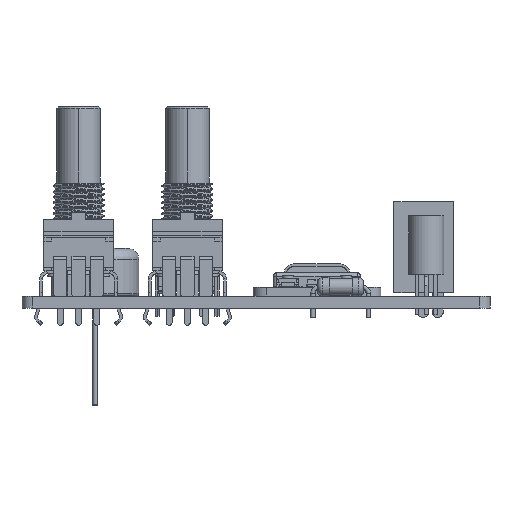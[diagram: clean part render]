
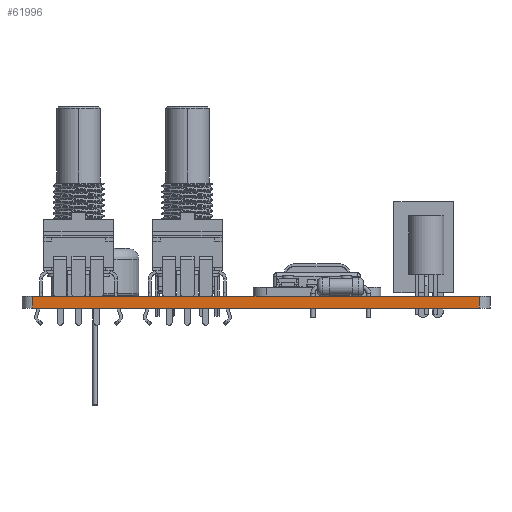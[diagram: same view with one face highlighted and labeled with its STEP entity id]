
A CAD part, front view. The second image highlights one B-rep face of the part: STEP entity #61996.
In plain terms, the highlighted planar face has unit normal (0, -1, 0).
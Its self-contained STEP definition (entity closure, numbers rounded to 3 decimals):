
#60659 = VERTEX_POINT('',#60660);
#60660 = CARTESIAN_POINT('',(193.63,-149.77,0.));
#60667 = EDGE_CURVE('',#60668,#60659,#60670,.T.);
#60668 = VERTEX_POINT('',#60669);
#60669 = CARTESIAN_POINT('',(254.84,-149.77,0.));
#60670 = LINE('',#60671,#60672);
#60671 = CARTESIAN_POINT('',(254.84,-149.77,0.));
#60672 = VECTOR('',#60673,1.);
#60673 = DIRECTION('',(-1.,0.,0.));
#61314 = VERTEX_POINT('',#61315);
#61315 = CARTESIAN_POINT('',(193.63,-149.77,1.6));
#61322 = EDGE_CURVE('',#61323,#61314,#61325,.T.);
#61323 = VERTEX_POINT('',#61324);
#61324 = CARTESIAN_POINT('',(254.84,-149.77,1.6));
#61325 = LINE('',#61326,#61327);
#61326 = CARTESIAN_POINT('',(254.84,-149.77,1.6));
#61327 = VECTOR('',#61328,1.);
#61328 = DIRECTION('',(-1.,0.,0.));
#61968 = EDGE_CURVE('',#60668,#61323,#61969,.T.);
#61969 = LINE('',#61970,#61971);
#61970 = CARTESIAN_POINT('',(254.84,-149.77,0.));
#61971 = VECTOR('',#61972,1.);
#61972 = DIRECTION('',(0.,0.,1.));
#61996 = ADVANCED_FACE('',(#61997),#62008,.T.);
#61997 = FACE_BOUND('',#61998,.T.);
#61998 = EDGE_LOOP('',(#61999,#62000,#62001,#62007));
#61999 = ORIENTED_EDGE('',*,*,#61968,.T.);
#62000 = ORIENTED_EDGE('',*,*,#61322,.T.);
#62001 = ORIENTED_EDGE('',*,*,#62002,.F.);
#62002 = EDGE_CURVE('',#60659,#61314,#62003,.T.);
#62003 = LINE('',#62004,#62005);
#62004 = CARTESIAN_POINT('',(193.63,-149.77,0.));
#62005 = VECTOR('',#62006,1.);
#62006 = DIRECTION('',(0.,0.,1.));
#62007 = ORIENTED_EDGE('',*,*,#60667,.F.);
#62008 = PLANE('',#62009);
#62009 = AXIS2_PLACEMENT_3D('',#62010,#62011,#62012);
#62010 = CARTESIAN_POINT('',(254.84,-149.77,0.));
#62011 = DIRECTION('',(0.,-1.,0.));
#62012 = DIRECTION('',(-1.,0.,0.));
